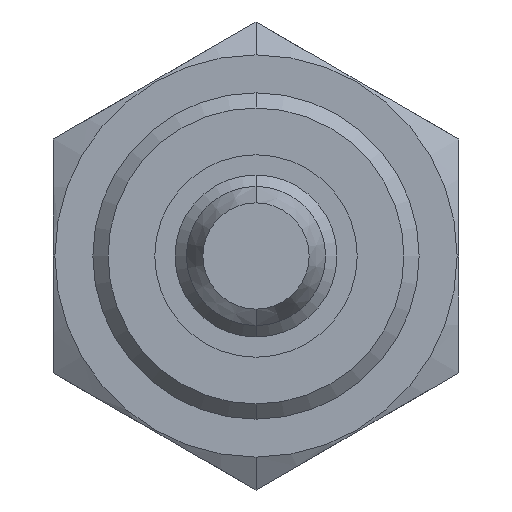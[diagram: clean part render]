
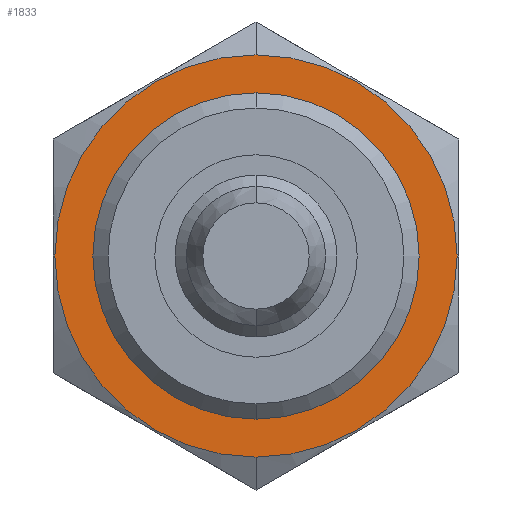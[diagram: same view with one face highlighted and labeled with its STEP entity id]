
A CAD part, front view. The second image highlights one B-rep face of the part: STEP entity #1833.
In plain terms, the highlighted planar face has unit normal (0, -1, 0).
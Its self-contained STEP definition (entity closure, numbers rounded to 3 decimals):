
#157=CARTESIAN_POINT('',(0.,-1.05,0.));
#158=DIRECTION('',(0.,-1.,0.));
#159=DIRECTION('',(0.,0.,-1.));
#160=AXIS2_PLACEMENT_3D('',#157,#158,#159);
#162=CARTESIAN_POINT('',(0.,-1.05,0.));
#163=DIRECTION('',(0.,1.,0.));
#164=DIRECTION('',(0.,0.,-1.));
#165=AXIS2_PLACEMENT_3D('',#162,#163,#164);
#203=CARTESIAN_POINT('',(0.,-1.05,0.));
#204=DIRECTION('',(0.,1.,0.));
#205=DIRECTION('',(0.,0.,-1.));
#206=AXIS2_PLACEMENT_3D('',#203,#204,#205);
#256=CARTESIAN_POINT('',(0.,-1.05,0.));
#257=DIRECTION('',(0.,-1.,0.));
#258=DIRECTION('',(0.,0.,-1.));
#259=AXIS2_PLACEMENT_3D('',#256,#257,#258);
#1385=CARTESIAN_POINT('',(0.,-1.05,-3.225));
#1386=CARTESIAN_POINT('',(0.,-1.05,3.225));
#1387=VERTEX_POINT('',#1385);
#1388=VERTEX_POINT('',#1386);
#1389=CARTESIAN_POINT('',(0.,-1.05,-3.975));
#1390=CARTESIAN_POINT('',(0.,-1.05,3.975));
#1391=VERTEX_POINT('',#1389);
#1392=VERTEX_POINT('',#1390);
#1818=CARTESIAN_POINT('',(0.,-1.05,0.));
#1819=DIRECTION('',(0.,1.,0.));
#1820=DIRECTION('',(0.,0.,-1.));
#1821=AXIS2_PLACEMENT_3D('',#1818,#1819,#1820);
#1822=PLANE('',#1821);
#1824=ORIENTED_EDGE('',*,*,#1823,.T.);
#1826=ORIENTED_EDGE('',*,*,#1825,.F.);
#1827=EDGE_LOOP('',(#1824,#1826));
#1828=FACE_OUTER_BOUND('',#1827,.F.);
#1829=ORIENTED_EDGE('',*,*,#1800,.T.);
#1830=ORIENTED_EDGE('',*,*,#1785,.F.);
#1831=EDGE_LOOP('',(#1829,#1830));
#1832=FACE_BOUND('',#1831,.F.);
#161=CIRCLE('',#160,3.225);
#166=CIRCLE('',#165,3.225);
#207=CIRCLE('',#206,3.975);
#260=CIRCLE('',#259,3.975);
#1785=EDGE_CURVE('',#1387,#1388,#166,.T.);
#1800=EDGE_CURVE('',#1387,#1388,#161,.T.);
#1823=EDGE_CURVE('',#1391,#1392,#207,.T.);
#1825=EDGE_CURVE('',#1391,#1392,#260,.T.);
#1833=ADVANCED_FACE('',(#1828,#1832),#1822,.F.);
